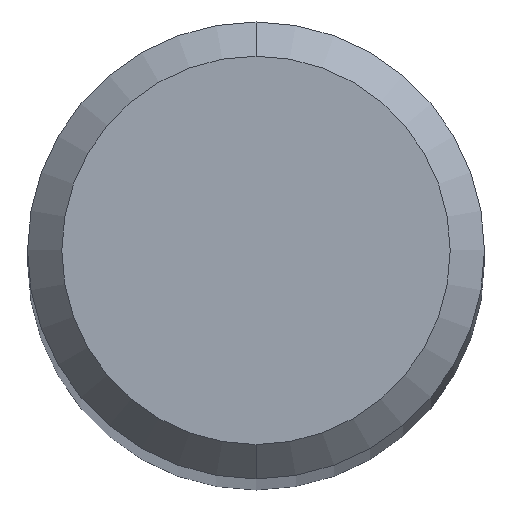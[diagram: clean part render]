
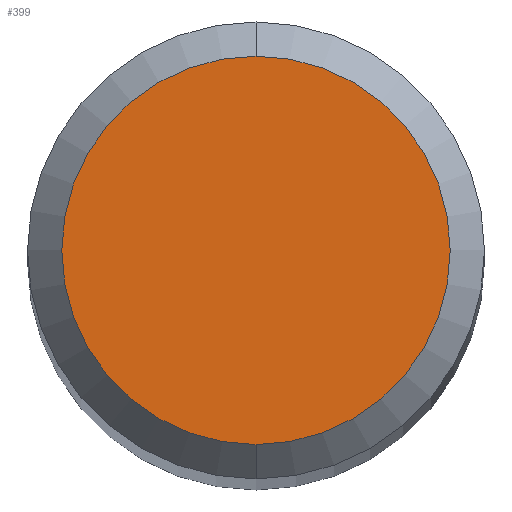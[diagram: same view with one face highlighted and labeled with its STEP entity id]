
A CAD part, top view. The second image highlights one B-rep face of the part: STEP entity #399.
In plain terms, the highlighted planar face has unit normal (0, 0, 1).
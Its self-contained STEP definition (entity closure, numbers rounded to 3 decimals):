
#287=VERTEX_POINT('',#606);
#309=VERTEX_POINT('',#629);
#375=EDGE_CURVE('',#309,#287,#702,.T.);
#399=ADVANCED_FACE('',(#728),#729,.T.);
#419=EDGE_CURVE('',#287,#309,#753,.T.);
#606=CARTESIAN_POINT('',(0.,-1.7,0.0));
#629=CARTESIAN_POINT('',(0.0,1.7,0.0));
#702=CIRCLE('',#1273,1.7);
#728=FACE_OUTER_BOUND('',#1332,.T.);
#729=PLANE('',#1333);
#753=CIRCLE('',#1365,1.7);
#1273=AXIS2_PLACEMENT_3D('',#1679,#1680,#1681);
#1332=EDGE_LOOP('',(#1707,#1708));
#1333=AXIS2_PLACEMENT_3D('',#1709,#1710,#1711);
#1365=AXIS2_PLACEMENT_3D('',#1756,#1757,#1758);
#1679=CARTESIAN_POINT('',(0.0,0.0,0.0));
#1680=DIRECTION('',(0.0,0.0,-1.0));
#1681=DIRECTION('',(0.0,1.0,0.0));
#1707=ORIENTED_EDGE('',*,*,#375,.F.);
#1708=ORIENTED_EDGE('',*,*,#419,.F.);
#1709=CARTESIAN_POINT('',(0.0,0.85,0.0));
#1710=DIRECTION('',(-0.0,0.0,1.0));
#1711=DIRECTION('',(0.0,-1.0,0.0));
#1756=CARTESIAN_POINT('',(0.0,0.0,0.0));
#1757=DIRECTION('',(0.0,0.0,-1.0));
#1758=DIRECTION('',(0.0,1.0,0.0));
